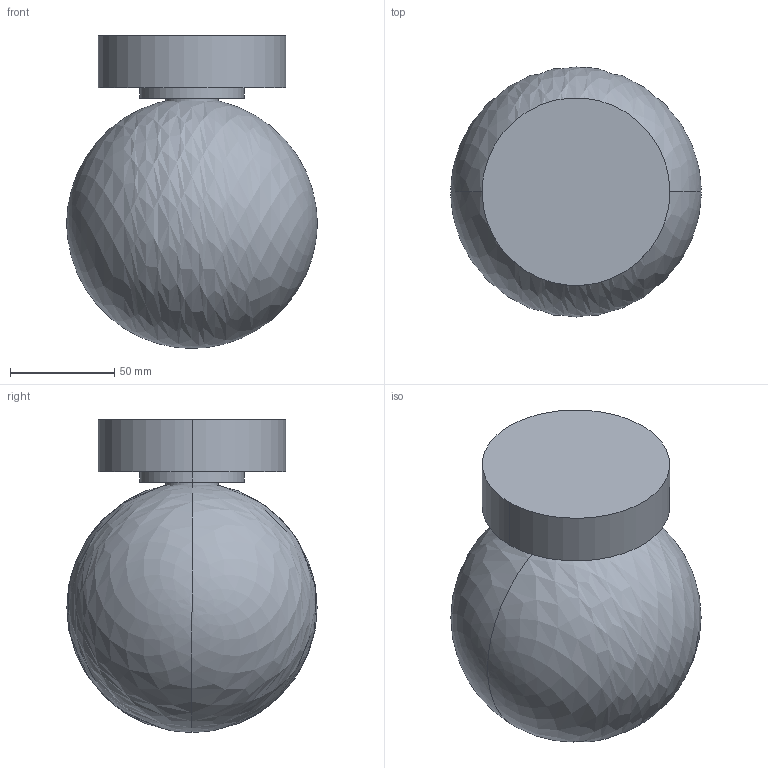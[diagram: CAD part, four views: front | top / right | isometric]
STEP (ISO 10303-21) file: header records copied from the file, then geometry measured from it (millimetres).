
FILE_DESCRIPTION(/* description */ (''),/* implementation_level */ '2;1');
FILE_NAME(/* name */ '174416~4',/* time_stamp */ '2020-11-06T18:45:57+01:00',/* author */ (''),/* organization */ (''),/* preprocessor_version */ 'ST-DEVELOPER v16.5',/* originating_system */ '',/* authorisation */ '');
FILE_SCHEMA (('AUTOMOTIVE_DESIGN'));
Length unit declared in the file: millimetre
Products named in the file (1): Document
Bounding box: 120 x 120 x 150 mm (x, y, z)
Volume: 1467602 mm3; surface area: 98233.8 mm2
Topology: 5 solids, 5 shells, 16 faces, 36 edges, 25 vertices
Faces by surface type: bspline 10, plane 6
Entity records: 575 total; most frequent: CARTESIAN_POINT 310, ORIENTED_EDGE 44, EDGE_CURVE 22, ADVANCED_FACE 16, FACE_OUTER_BOUND 16, EDGE_LOOP 16, VERTEX_POINT 16, DIRECTION 12
